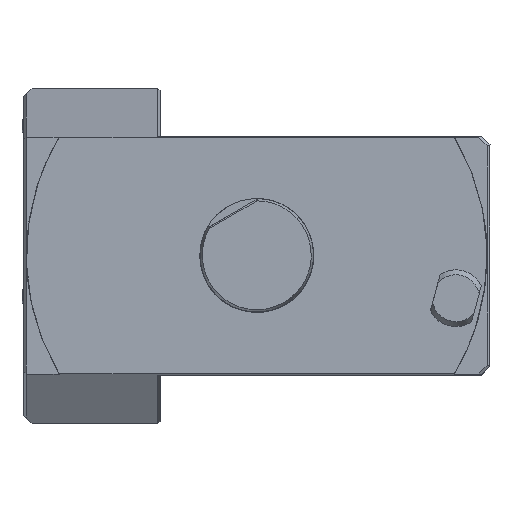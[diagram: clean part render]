
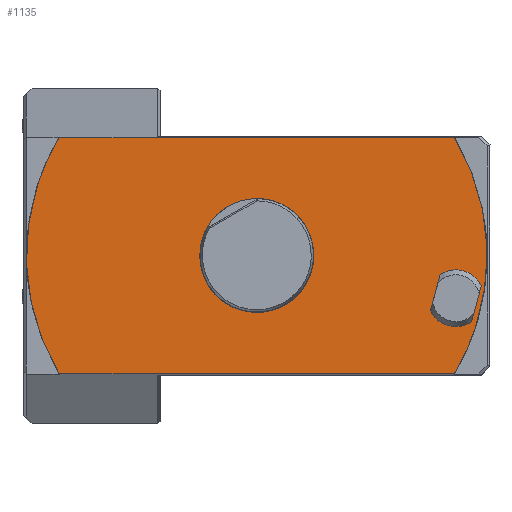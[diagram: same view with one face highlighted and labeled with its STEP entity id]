
A CAD part, top view. The second image highlights one B-rep face of the part: STEP entity #1135.
In plain terms, the highlighted planar face has unit normal (0, 0, 1).
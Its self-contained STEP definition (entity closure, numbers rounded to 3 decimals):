
#270=LINE('',#6833,#596);
#271=LINE('',#6882,#597);
#596=VECTOR('',#4316,1.);
#597=VECTOR('',#4319,1.);
#816=FACE_BOUND('',#1687,.T.);
#817=FACE_BOUND('',#1688,.T.);
#818=FACE_BOUND('',#1689,.T.);
#975=B_SPLINE_CURVE_WITH_KNOTS('',3,(#6797,#6798,#6799,#6800,#6801,#6802,
#6803),.UNSPECIFIED.,.F.,.F.,(4,1,1,1,4),(0.,0.246,0.5,
0.754,1.),.UNSPECIFIED.);
#979=B_SPLINE_CURVE_WITH_KNOTS('',3,(#6854,#6855,#6856,#6857,#6858,#6859,
#6860),.UNSPECIFIED.,.F.,.F.,(4,1,1,1,4),(0.,0.246,0.5,
0.754,1.),.UNSPECIFIED.);
#1135=ADVANCED_FACE('',(#816,#817,#818),#1336,.F.);
#1336=PLANE('',#3823);
#1687=EDGE_LOOP('',(#2364));
#1688=EDGE_LOOP('',(#2365));
#1689=EDGE_LOOP('',(#2366,#2367,#2368,#2369));
#2364=ORIENTED_EDGE('',*,*,#3436,.T.);
#2365=ORIENTED_EDGE('',*,*,#3435,.F.);
#2366=ORIENTED_EDGE('',*,*,#3434,.T.);
#2367=ORIENTED_EDGE('',*,*,#3433,.F.);
#2368=ORIENTED_EDGE('',*,*,#3430,.F.);
#2369=ORIENTED_EDGE('',*,*,#3428,.F.);
#3010=VERTEX_POINT('',#6796);
#3011=VERTEX_POINT('',#6804);
#3012=VERTEX_POINT('',#6834);
#3013=VERTEX_POINT('',#6853);
#3014=VERTEX_POINT('',#6885);
#3015=VERTEX_POINT('',#6888);
#3428=EDGE_CURVE('',#3010,#3011,#975,.T.);
#3430=EDGE_CURVE('',#3011,#3012,#270,.T.);
#3433=EDGE_CURVE('',#3012,#3013,#979,.T.);
#3434=EDGE_CURVE('',#3010,#3013,#271,.T.);
#3435=EDGE_CURVE('',#3014,#3014,#3664,.T.);
#3436=EDGE_CURVE('',#3015,#3015,#3665,.T.);
#3664=CIRCLE('',#3820,19.634);
#3665=CIRCLE('',#3822,5.998);
#3820=AXIS2_PLACEMENT_3D('',#6884,#4322,#4323);
#3822=AXIS2_PLACEMENT_3D('',#6887,#4326,#4327);
#3823=AXIS2_PLACEMENT_3D('',#6889,#4328,#4329);
#4316=DIRECTION('',(-1.,0.,0.));
#4319=DIRECTION('',(-1.,0.,0.));
#4322=DIRECTION('',(0.,0.,1.));
#4323=DIRECTION('',(-1.,0.,0.));
#4326=DIRECTION('',(0.,0.,-1.));
#4327=DIRECTION('',(1.,0.,0.));
#4328=DIRECTION('',(0.,0.,-1.));
#4329=DIRECTION('',(-1.,0.,0.));
#6796=CARTESIAN_POINT('',(69.561,41.5,0.));
#6797=CARTESIAN_POINT('',(69.561,41.5,0.));
#6798=CARTESIAN_POINT('',(73.223,35.361,0.));
#6799=CARTESIAN_POINT('',(79.004,21.898,0.));
#6800=CARTESIAN_POINT('',(82.014,0.,0.));
#6801=CARTESIAN_POINT('',(79.004,-21.898,0.));
#6802=CARTESIAN_POINT('',(73.223,-35.361,0.));
#6803=CARTESIAN_POINT('',(69.561,-41.5,0.));
#6804=CARTESIAN_POINT('',(69.561,-41.5,0.));
#6833=CARTESIAN_POINT('',(141.687,-41.5,0.));
#6834=CARTESIAN_POINT('',(-69.561,-41.5,0.));
#6853=CARTESIAN_POINT('',(-69.561,41.5,0.));
#6854=CARTESIAN_POINT('',(-69.561,-41.5,0.));
#6855=CARTESIAN_POINT('',(-73.223,-35.361,0.));
#6856=CARTESIAN_POINT('',(-79.004,-21.898,0.));
#6857=CARTESIAN_POINT('',(-82.014,0.,0.));
#6858=CARTESIAN_POINT('',(-79.004,21.898,0.));
#6859=CARTESIAN_POINT('',(-73.223,35.361,0.));
#6860=CARTESIAN_POINT('',(-69.561,41.5,0.));
#6882=CARTESIAN_POINT('',(141.687,41.5,0.));
#6884=CARTESIAN_POINT('',(0.,0.,0.));
#6885=CARTESIAN_POINT('',(-19.634,0.,0.));
#6887=CARTESIAN_POINT('',(70.,-15.,0.));
#6888=CARTESIAN_POINT('',(75.998,-15.,0.));
#6889=CARTESIAN_POINT('',(82.,-59.,0.));
